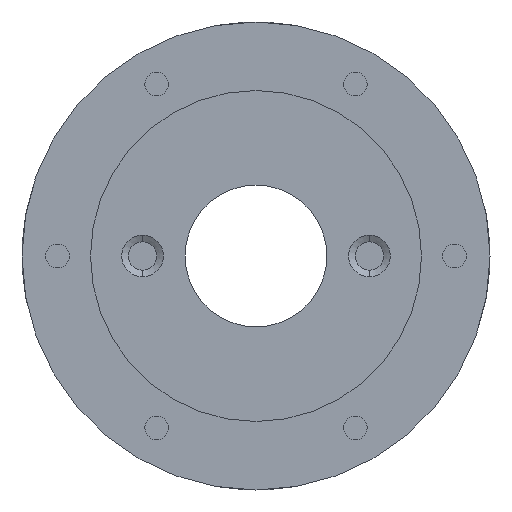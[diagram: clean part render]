
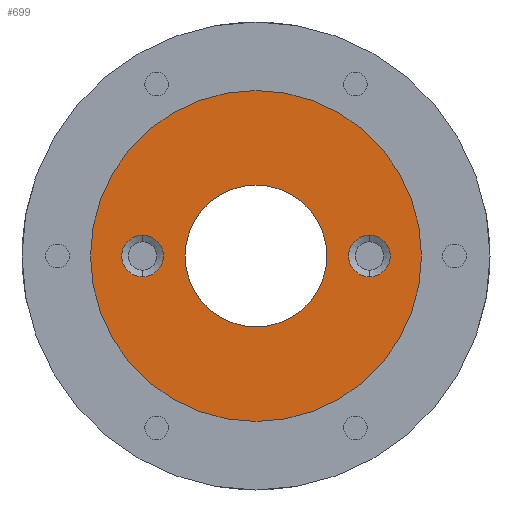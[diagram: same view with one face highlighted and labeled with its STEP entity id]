
A CAD part, left-side view. The second image highlights one B-rep face of the part: STEP entity #699.
In plain terms, the highlighted planar face has unit normal (-1, 0, 0).
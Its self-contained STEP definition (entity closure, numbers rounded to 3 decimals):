
#7 = EDGE_CURVE ( 'NONE', #2260, #448, #2141, .T. ) ;
#30 = CARTESIAN_POINT ( 'NONE',  ( 0., -24., 0. ) ) ;
#41 = DIRECTION ( 'NONE',  ( -1., 0., 0. ) ) ;
#74 = CARTESIAN_POINT ( 'NONE',  ( 0., 0., 15. ) ) ;
#113 = ORIENTED_EDGE ( 'NONE', *, *, #1616, .T. ) ;
#115 = CARTESIAN_POINT ( 'NONE',  ( 0., 0., 0. ) ) ;
#142 = EDGE_CURVE ( 'NONE', #1749, #2190, #912, .T. ) ;
#178 = ORIENTED_EDGE ( 'NONE', *, *, #7, .F. ) ;
#262 = ORIENTED_EDGE ( 'NONE', *, *, #142, .T. ) ;
#300 = EDGE_LOOP ( 'NONE', ( #262, #113 ) ) ;
#403 = DIRECTION ( 'NONE',  ( 0., 0., 1. ) ) ;
#411 = EDGE_CURVE ( 'NONE', #3056, #1620, #2136, .T. ) ;
#448 = VERTEX_POINT ( 'NONE', #74 ) ;
#488 = DIRECTION ( 'NONE',  ( 0., 0., 1. ) ) ;
#518 = ORIENTED_EDGE ( 'NONE', *, *, #1842, .F. ) ;
#584 = FACE_BOUND ( 'NONE', #810, .T. ) ;
#696 = FACE_BOUND ( 'NONE', #2727, .T. ) ;
#699 = ADVANCED_FACE ( 'NONE', ( #696, #584, #1345, #3466 ), #1555, .T. ) ;
#762 = CARTESIAN_POINT ( 'NONE',  ( 0., -24., 0. ) ) ;
#810 = EDGE_LOOP ( 'NONE', ( #518, #2439 ) ) ;
#866 = EDGE_CURVE ( 'NONE', #1550, #1413, #2961, .T. ) ;
#886 = AXIS2_PLACEMENT_3D ( 'NONE', #2741, #1129, #2999 ) ;
#912 = CIRCLE ( 'NONE', #2823, 35. ) ;
#927 = CARTESIAN_POINT ( 'NONE',  ( 0., 0., 0. ) ) ;
#934 = CARTESIAN_POINT ( 'NONE',  ( 0., 0., -15. ) ) ;
#1042 = DIRECTION ( 'NONE',  ( 0., 0., -1. ) ) ;
#1129 = DIRECTION ( 'NONE',  ( -1., 0., 0. ) ) ;
#1193 = DIRECTION ( 'NONE',  ( -1., 0., 0. ) ) ;
#1215 = ORIENTED_EDGE ( 'NONE', *, *, #1727, .F. ) ;
#1273 = AXIS2_PLACEMENT_3D ( 'NONE', #1344, #1358, #488 ) ;
#1286 = AXIS2_PLACEMENT_3D ( 'NONE', #2557, #2338, #2319 ) ;
#1303 = CARTESIAN_POINT ( 'NONE',  ( 0., 0., 0. ) ) ;
#1344 = CARTESIAN_POINT ( 'NONE',  ( 0., 24., 0. ) ) ;
#1345 = FACE_OUTER_BOUND ( 'NONE', #300, .T. ) ;
#1358 = DIRECTION ( 'NONE',  ( -1., 0., 0. ) ) ;
#1413 = VERTEX_POINT ( 'NONE', #2395 ) ;
#1426 = AXIS2_PLACEMENT_3D ( 'NONE', #1486, #2293, #1473 ) ;
#1462 = CARTESIAN_POINT ( 'NONE',  ( 0., 24., -4.4 ) ) ;
#1473 = DIRECTION ( 'NONE',  ( 0., 0., 1. ) ) ;
#1479 = DIRECTION ( 'NONE',  ( 0., 0., 1. ) ) ;
#1484 = CARTESIAN_POINT ( 'NONE',  ( 0., 0., -35. ) ) ;
#1486 = CARTESIAN_POINT ( 'NONE',  ( 0., -35., 0. ) ) ;
#1550 = VERTEX_POINT ( 'NONE', #3356 ) ;
#1555 = PLANE ( 'NONE',  #1426 ) ;
#1582 = DIRECTION ( 'NONE',  ( 0., 0., 1. ) ) ;
#1616 = EDGE_CURVE ( 'NONE', #2190, #1749, #2671, .T. ) ;
#1620 = VERTEX_POINT ( 'NONE', #2854 ) ;
#1727 = EDGE_CURVE ( 'NONE', #1413, #1550, #1812, .T. ) ;
#1747 = DIRECTION ( 'NONE',  ( 0., 0., -1. ) ) ;
#1749 = VERTEX_POINT ( 'NONE', #3182 ) ;
#1812 = CIRCLE ( 'NONE', #2606, 4.4 ) ;
#1842 = EDGE_CURVE ( 'NONE', #1620, #3056, #3487, .T. ) ;
#1867 = AXIS2_PLACEMENT_3D ( 'NONE', #115, #2075, #403 ) ;
#2075 = DIRECTION ( 'NONE',  ( -1., 0., 0. ) ) ;
#2136 = CIRCLE ( 'NONE', #1273, 4.4 ) ;
#2141 = CIRCLE ( 'NONE', #1286, 15. ) ;
#2190 = VERTEX_POINT ( 'NONE', #1484 ) ;
#2260 = VERTEX_POINT ( 'NONE', #934 ) ;
#2293 = DIRECTION ( 'NONE',  ( -1., 0., 0. ) ) ;
#2319 = DIRECTION ( 'NONE',  ( 0., 0., 1. ) ) ;
#2338 = DIRECTION ( 'NONE',  ( -1., 0., 0. ) ) ;
#2395 = CARTESIAN_POINT ( 'NONE',  ( 0., -24., -4.4 ) ) ;
#2439 = ORIENTED_EDGE ( 'NONE', *, *, #411, .F. ) ;
#2556 = CIRCLE ( 'NONE', #2913, 15. ) ;
#2557 = CARTESIAN_POINT ( 'NONE',  ( 0., 0., 0. ) ) ;
#2606 = AXIS2_PLACEMENT_3D ( 'NONE', #762, #2669, #1042 ) ;
#2614 = EDGE_CURVE ( 'NONE', #448, #2260, #2556, .T. ) ;
#2669 = DIRECTION ( 'NONE',  ( -1., 0., 0. ) ) ;
#2671 = CIRCLE ( 'NONE', #1867, 35. ) ;
#2727 = EDGE_LOOP ( 'NONE', ( #1215, #2733 ) ) ;
#2733 = ORIENTED_EDGE ( 'NONE', *, *, #866, .F. ) ;
#2741 = CARTESIAN_POINT ( 'NONE',  ( 0., 24., 0. ) ) ;
#2816 = EDGE_LOOP ( 'NONE', ( #2838, #178 ) ) ;
#2823 = AXIS2_PLACEMENT_3D ( 'NONE', #927, #1193, #1479 ) ;
#2838 = ORIENTED_EDGE ( 'NONE', *, *, #2614, .F. ) ;
#2854 = CARTESIAN_POINT ( 'NONE',  ( 0., 24., 4.4 ) ) ;
#2913 = AXIS2_PLACEMENT_3D ( 'NONE', #1303, #3156, #1582 ) ;
#2961 = CIRCLE ( 'NONE', #3392, 4.4 ) ;
#2999 = DIRECTION ( 'NONE',  ( 0., 0., 1. ) ) ;
#3056 = VERTEX_POINT ( 'NONE', #1462 ) ;
#3156 = DIRECTION ( 'NONE',  ( -1., 0., 0. ) ) ;
#3182 = CARTESIAN_POINT ( 'NONE',  ( 0., 0., 35. ) ) ;
#3356 = CARTESIAN_POINT ( 'NONE',  ( 0., -24., 4.4 ) ) ;
#3392 = AXIS2_PLACEMENT_3D ( 'NONE', #30, #41, #1747 ) ;
#3466 = FACE_BOUND ( 'NONE', #2816, .T. ) ;
#3487 = CIRCLE ( 'NONE', #886, 4.4 ) ;
